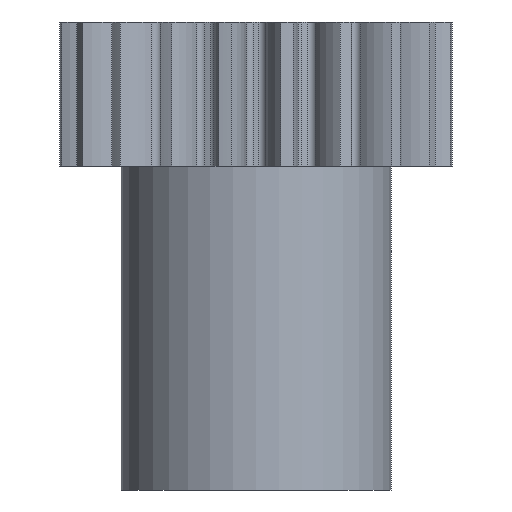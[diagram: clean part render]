
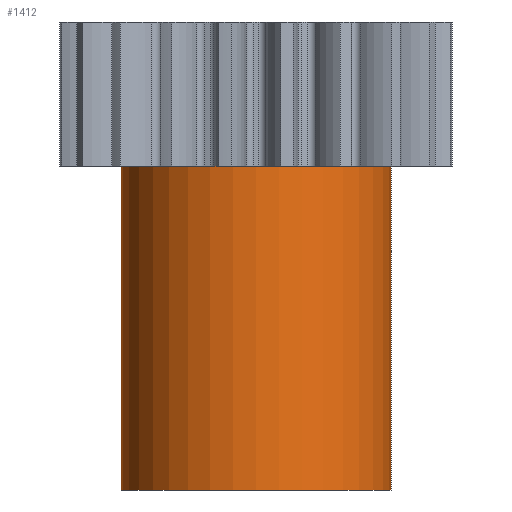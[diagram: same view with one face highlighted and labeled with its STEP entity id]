
A CAD part, front view. The second image highlights one B-rep face of the part: STEP entity #1412.
In plain terms, the highlighted cylindrical face has radius 7.5 mm (diameter 15 mm), a partial arc.
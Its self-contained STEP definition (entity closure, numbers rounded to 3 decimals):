
#1410 = ORIENTED_EDGE ( 'NONE', *, *, #1447, .T. ) ;
#1412 = ADVANCED_FACE ( 'NONE', ( #4163 ), #4116, .T. ) ;
#1413 = EDGE_CURVE ( 'NONE', #1452, #1448, #4157, .T. ) ;
#1414 = EDGE_LOOP ( 'NONE', ( #1418, #1422, #1410, #1482 ) ) ;
#1418 = ORIENTED_EDGE ( 'NONE', *, *, #1460, .F. ) ;
#1422 = ORIENTED_EDGE ( 'NONE', *, *, #1413, .T. ) ;
#1447 = EDGE_CURVE ( 'NONE', #1448, #1450, #4187, .T. ) ;
#1448 = VERTEX_POINT ( 'NONE', #4183 ) ;
#1450 = VERTEX_POINT ( 'NONE', #4188 ) ;
#1452 = VERTEX_POINT ( 'NONE', #4162 ) ;
#1458 = VERTEX_POINT ( 'NONE', #4190 ) ;
#1460 = EDGE_CURVE ( 'NONE', #1452, #1458, #4217, .T. ) ;
#1482 = ORIENTED_EDGE ( 'NONE', *, *, #1677, .F. ) ;
#1677 = EDGE_CURVE ( 'NONE', #1458, #1450, #4456, .T. ) ;
#4110 = CARTESIAN_POINT ( 'NONE',  ( 0., 0., -18. ) ) ;
#4112 = AXIS2_PLACEMENT_3D ( 'NONE', #4110, #4132, #4161 ) ;
#4116 = CYLINDRICAL_SURFACE ( 'NONE', #4112, 7.5 ) ;
#4132 = DIRECTION ( 'NONE',  ( 0., 0., 1. ) ) ;
#4151 = DIRECTION ( 'NONE',  ( 1., 0., 0. ) ) ;
#4152 = DIRECTION ( 'NONE',  ( 0., 0., 1. ) ) ;
#4157 = CIRCLE ( 'NONE', #4164, 7.5 ) ;
#4159 = CARTESIAN_POINT ( 'NONE',  ( 0., 0., -18. ) ) ;
#4161 = DIRECTION ( 'NONE',  ( 1., 0., 0. ) ) ;
#4162 = CARTESIAN_POINT ( 'NONE',  ( -7.5, 0., -18. ) ) ;
#4163 = FACE_OUTER_BOUND ( 'NONE', #1414, .T. ) ;
#4164 = AXIS2_PLACEMENT_3D ( 'NONE', #4159, #4152, #4151 ) ;
#4179 = DIRECTION ( 'NONE',  ( 0., 0., 1. ) ) ;
#4180 = VECTOR ( 'NONE', #4179, 1000. ) ;
#4181 = CARTESIAN_POINT ( 'NONE',  ( 7.5, 0., -18. ) ) ;
#4183 = CARTESIAN_POINT ( 'NONE',  ( 7.5, 0., -18. ) ) ;
#4187 = LINE ( 'NONE', #4181, #4180 ) ;
#4188 = CARTESIAN_POINT ( 'NONE',  ( 7.5, 0., 0. ) ) ;
#4190 = CARTESIAN_POINT ( 'NONE',  ( -7.5, 0., 0. ) ) ;
#4209 = DIRECTION ( 'NONE',  ( 0., 0., 1. ) ) ;
#4210 = VECTOR ( 'NONE', #4209, 1000. ) ;
#4211 = CARTESIAN_POINT ( 'NONE',  ( -7.5, 0., -18. ) ) ;
#4217 = LINE ( 'NONE', #4211, #4210 ) ;
#4361 = DIRECTION ( 'NONE',  ( 1., 0., 0. ) ) ;
#4362 = DIRECTION ( 'NONE',  ( 0., 0., 1. ) ) ;
#4363 = CARTESIAN_POINT ( 'NONE',  ( 0., 0., 0. ) ) ;
#4364 = AXIS2_PLACEMENT_3D ( 'NONE', #4363, #4362, #4361 ) ;
#4456 = CIRCLE ( 'NONE', #4364, 7.5 ) ;
